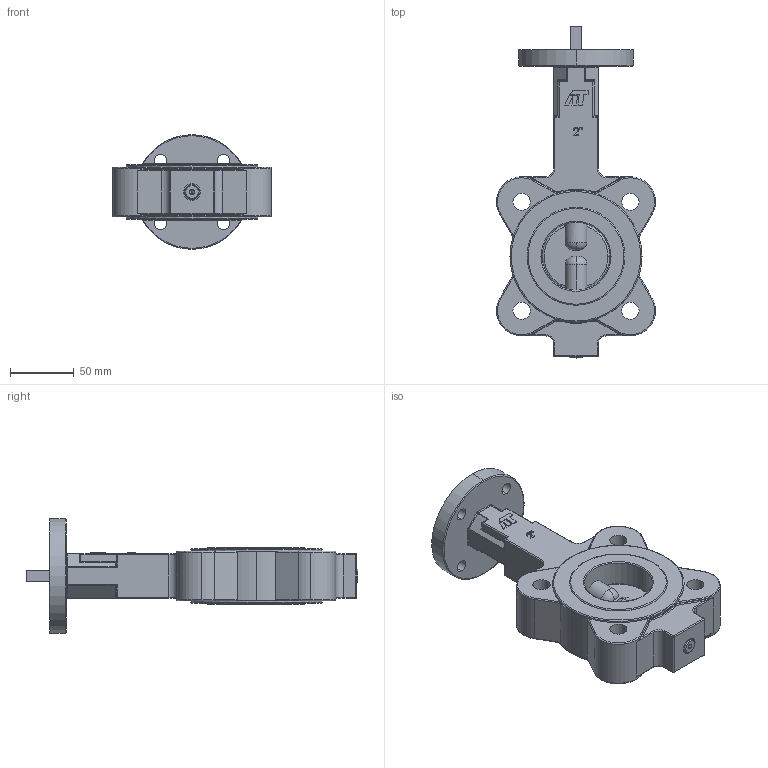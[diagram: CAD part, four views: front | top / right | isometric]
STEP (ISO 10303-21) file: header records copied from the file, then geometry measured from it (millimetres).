
FILE_DESCRIPTION (( 'STEP AP214' ), '1' );
FILE_NAME ('OS-L1-0200-XXX.step', '2019-08-12T18:27:12', ( '' ), ( '' ), 'SwSTEP 2.0', 'SolidWorks 2019', '' );
FILE_SCHEMA (( 'AUTOMOTIVE_DESIGN' ));
Length unit declared in the file: inch
Products named in the file (9): 25157; 25154; 25118; OS-L1-0200-XXX; 25107
Assembly tree (4 placements, depth 2):
  25157
  OS-L1-0200-XXX
    25118
    25157
    25154
    25107
  25118
  25154
  25107
Bounding box: 124.68 x 260.3 x 89.99 mm (x, y, z)
Volume: 642306.4 mm3; surface area: 120369.7 mm2
Topology: 4 solids, 4 shells, 391 faces, 959 edges, 560 vertices
Faces by surface type: cylinder 155, plane 96, torus 90, bspline 38, sphere 8, cone 4
Entity records: 13425 total; most frequent: CARTESIAN_POINT 3987, DIRECTION 1984, ORIENTED_EDGE 1866, EDGE_CURVE 933, AXIS2_PLACEMENT_3D 803, VERTEX_POINT 560, CIRCLE 442, EDGE_LOOP 423
